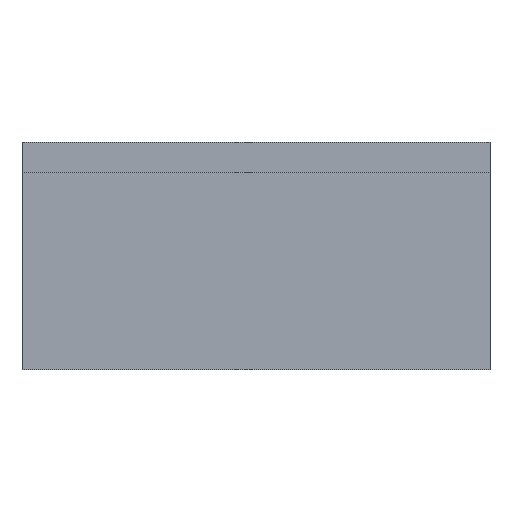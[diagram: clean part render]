
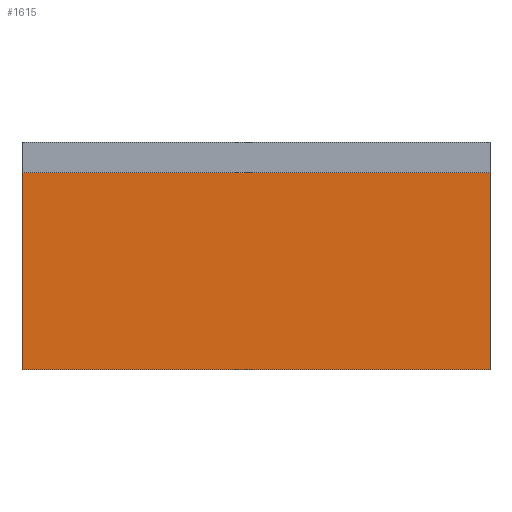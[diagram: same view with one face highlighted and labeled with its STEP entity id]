
A CAD part, front view. The second image highlights one B-rep face of the part: STEP entity #1615.
In plain terms, the highlighted planar face has unit normal (0, -1, 0).
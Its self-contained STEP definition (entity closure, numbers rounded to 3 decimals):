
#144 = VERTEX_POINT('',#145);
#145 = CARTESIAN_POINT('',(-11.4,-57.6,-1.5));
#159 = PLANE('',#160);
#160 = AXIS2_PLACEMENT_3D('',#161,#162,#163);
#161 = CARTESIAN_POINT('',(11.4,-57.6,0.));
#162 = DIRECTION('',(0.,1.,0.));
#163 = DIRECTION('',(-1.,0.,0.));
#187 = PLANE('',#188);
#188 = AXIS2_PLACEMENT_3D('',#189,#190,#191);
#189 = CARTESIAN_POINT('',(-11.4,-57.6,-1.5));
#190 = DIRECTION('',(1.,0.,0.));
#191 = DIRECTION('',(-0.,1.,0.));
#377 = VERTEX_POINT('',#378);
#378 = CARTESIAN_POINT('',(11.4,-57.6,-1.5));
#392 = PLANE('',#393);
#393 = AXIS2_PLACEMENT_3D('',#394,#395,#396);
#394 = CARTESIAN_POINT('',(11.4,-51.25,-1.5));
#395 = DIRECTION('',(-1.,0.,0.));
#396 = DIRECTION('',(-0.,-1.,0.));
#718 = EDGE_CURVE('',#377,#144,#719,.T.);
#719 = SURFACE_CURVE('',#720,(#724,#731),.PCURVE_S1.);
#720 = LINE('',#721,#722);
#721 = CARTESIAN_POINT('',(11.4,-57.6,-1.5));
#722 = VECTOR('',#723,1.);
#723 = DIRECTION('',(-1.,0.,0.));
#724 = PCURVE('',#159,#725);
#725 = DEFINITIONAL_REPRESENTATION('',(#726),#730);
#726 = LINE('',#727,#728);
#727 = CARTESIAN_POINT('',(0.,-1.5));
#728 = VECTOR('',#729,1.);
#729 = DIRECTION('',(1.,0.));
#730 = ( GEOMETRIC_REPRESENTATION_CONTEXT(2) 
PARAMETRIC_REPRESENTATION_CONTEXT() REPRESENTATION_CONTEXT('2D SPACE',''
  ) );
#731 = PCURVE('',#732,#737);
#732 = PLANE('',#733);
#733 = AXIS2_PLACEMENT_3D('',#734,#735,#736);
#734 = CARTESIAN_POINT('',(11.4,-57.6,-1.5));
#735 = DIRECTION('',(-0.,1.,0.));
#736 = DIRECTION('',(-1.,0.,-0.));
#737 = DEFINITIONAL_REPRESENTATION('',(#738),#742);
#738 = LINE('',#739,#740);
#739 = CARTESIAN_POINT('',(0.,0.));
#740 = VECTOR('',#741,1.);
#741 = DIRECTION('',(1.,0.));
#742 = ( GEOMETRIC_REPRESENTATION_CONTEXT(2) 
PARAMETRIC_REPRESENTATION_CONTEXT() REPRESENTATION_CONTEXT('2D SPACE',''
  ) );
#749 = EDGE_CURVE('',#144,#750,#752,.T.);
#750 = VERTEX_POINT('',#751);
#751 = CARTESIAN_POINT('',(-11.4,-57.6,-11.1));
#752 = SURFACE_CURVE('',#753,(#757,#764),.PCURVE_S1.);
#753 = LINE('',#754,#755);
#754 = CARTESIAN_POINT('',(-11.4,-57.6,-1.5));
#755 = VECTOR('',#756,1.);
#756 = DIRECTION('',(0.,0.,-1.));
#757 = PCURVE('',#187,#758);
#758 = DEFINITIONAL_REPRESENTATION('',(#759),#763);
#759 = LINE('',#760,#761);
#760 = CARTESIAN_POINT('',(0.,0.));
#761 = VECTOR('',#762,1.);
#762 = DIRECTION('',(0.,-1.));
#763 = ( GEOMETRIC_REPRESENTATION_CONTEXT(2) 
PARAMETRIC_REPRESENTATION_CONTEXT() REPRESENTATION_CONTEXT('2D SPACE',''
  ) );
#764 = PCURVE('',#732,#765);
#765 = DEFINITIONAL_REPRESENTATION('',(#766),#770);
#766 = LINE('',#767,#768);
#767 = CARTESIAN_POINT('',(22.8,0.));
#768 = VECTOR('',#769,1.);
#769 = DIRECTION('',(0.,-1.));
#770 = ( GEOMETRIC_REPRESENTATION_CONTEXT(2) 
PARAMETRIC_REPRESENTATION_CONTEXT() REPRESENTATION_CONTEXT('2D SPACE',''
  ) );
#788 = PLANE('',#789);
#789 = AXIS2_PLACEMENT_3D('',#790,#791,#792);
#790 = CARTESIAN_POINT('',(0.,-54.425,-11.1));
#791 = DIRECTION('',(0.,0.,-1.));
#792 = DIRECTION('',(0.,-1.,0.));
#1252 = VERTEX_POINT('',#1253);
#1253 = CARTESIAN_POINT('',(11.4,-57.6,-11.1));
#1274 = EDGE_CURVE('',#377,#1252,#1275,.T.);
#1275 = SURFACE_CURVE('',#1276,(#1280,#1287),.PCURVE_S1.);
#1276 = LINE('',#1277,#1278);
#1277 = CARTESIAN_POINT('',(11.4,-57.6,-1.5));
#1278 = VECTOR('',#1279,1.);
#1279 = DIRECTION('',(0.,0.,-1.));
#1280 = PCURVE('',#392,#1281);
#1281 = DEFINITIONAL_REPRESENTATION('',(#1282),#1286);
#1282 = LINE('',#1283,#1284);
#1283 = CARTESIAN_POINT('',(6.35,0.));
#1284 = VECTOR('',#1285,1.);
#1285 = DIRECTION('',(0.,-1.));
#1286 = ( GEOMETRIC_REPRESENTATION_CONTEXT(2) 
PARAMETRIC_REPRESENTATION_CONTEXT() REPRESENTATION_CONTEXT('2D SPACE',''
  ) );
#1287 = PCURVE('',#732,#1288);
#1288 = DEFINITIONAL_REPRESENTATION('',(#1289),#1293);
#1289 = LINE('',#1290,#1291);
#1290 = CARTESIAN_POINT('',(0.,0.));
#1291 = VECTOR('',#1292,1.);
#1292 = DIRECTION('',(0.,-1.));
#1293 = ( GEOMETRIC_REPRESENTATION_CONTEXT(2) 
PARAMETRIC_REPRESENTATION_CONTEXT() REPRESENTATION_CONTEXT('2D SPACE',''
  ) );
#1615 = ADVANCED_FACE('',(#1616),#732,.F.);
#1616 = FACE_BOUND('',#1617,.F.);
#1617 = EDGE_LOOP('',(#1618,#1619,#1640,#1641));
#1618 = ORIENTED_EDGE('',*,*,#1274,.T.);
#1619 = ORIENTED_EDGE('',*,*,#1620,.T.);
#1620 = EDGE_CURVE('',#1252,#750,#1621,.T.);
#1621 = SURFACE_CURVE('',#1622,(#1626,#1633),.PCURVE_S1.);
#1622 = LINE('',#1623,#1624);
#1623 = CARTESIAN_POINT('',(11.4,-57.6,-11.1));
#1624 = VECTOR('',#1625,1.);
#1625 = DIRECTION('',(-1.,0.,0.));
#1626 = PCURVE('',#732,#1627);
#1627 = DEFINITIONAL_REPRESENTATION('',(#1628),#1632);
#1628 = LINE('',#1629,#1630);
#1629 = CARTESIAN_POINT('',(0.,-9.6));
#1630 = VECTOR('',#1631,1.);
#1631 = DIRECTION('',(1.,0.));
#1632 = ( GEOMETRIC_REPRESENTATION_CONTEXT(2) 
PARAMETRIC_REPRESENTATION_CONTEXT() REPRESENTATION_CONTEXT('2D SPACE',''
  ) );
#1633 = PCURVE('',#788,#1634);
#1634 = DEFINITIONAL_REPRESENTATION('',(#1635),#1639);
#1635 = LINE('',#1636,#1637);
#1636 = CARTESIAN_POINT('',(3.175,-11.4));
#1637 = VECTOR('',#1638,1.);
#1638 = DIRECTION('',(0.,1.));
#1639 = ( GEOMETRIC_REPRESENTATION_CONTEXT(2) 
PARAMETRIC_REPRESENTATION_CONTEXT() REPRESENTATION_CONTEXT('2D SPACE',''
  ) );
#1640 = ORIENTED_EDGE('',*,*,#749,.F.);
#1641 = ORIENTED_EDGE('',*,*,#718,.F.);
